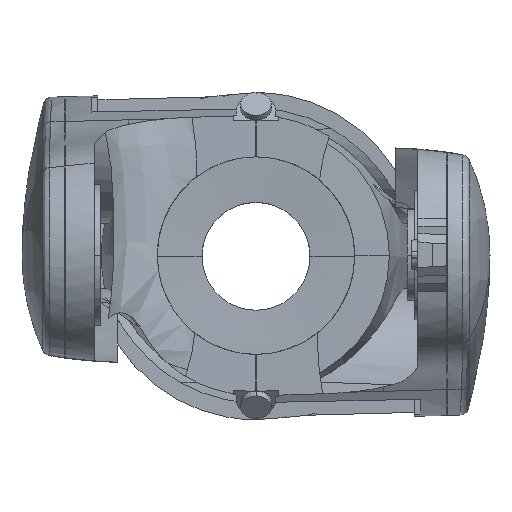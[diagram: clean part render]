
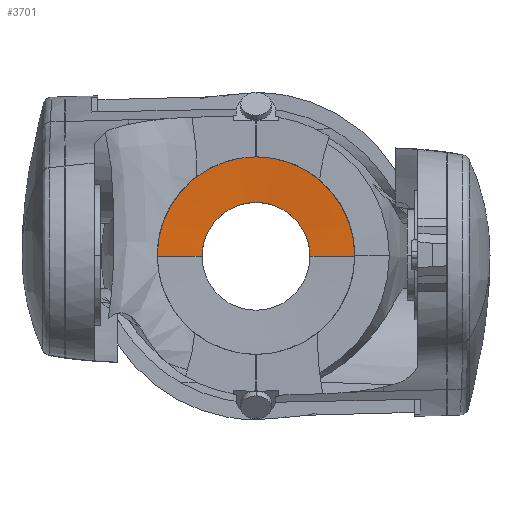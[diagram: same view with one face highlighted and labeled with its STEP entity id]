
A CAD part, top view. The second image highlights one B-rep face of the part: STEP entity #3701.
In plain terms, the highlighted conical face has half-angle 87 degrees and reference radius 35.5 mm.
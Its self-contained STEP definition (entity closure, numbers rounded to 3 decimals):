
#1 = CONICAL_SURFACE ( 'NONE', #12973, 35.5, 1.518 ) ;
#416 = VERTEX_POINT ( 'NONE', #2624 ) ;
#476 = VERTEX_POINT ( 'NONE', #11436 ) ;
#700 = CARTESIAN_POINT ( 'NONE',  ( 53.473, 53.383, 37.586 ) ) ;
#1232 = VECTOR ( 'NONE', #16409, 1000. ) ;
#1321 = CARTESIAN_POINT ( 'NONE',  ( 48.6, 61.823, 37.776 ) ) ;
#1547 = CARTESIAN_POINT ( 'NONE',  ( 35.5, 0., 35.515 ) ) ;
#1625 = CARTESIAN_POINT ( 'NONE',  ( 0., 0., 37.952 ) ) ;
#2356 = VERTEX_POINT ( 'NONE', #13434 ) ;
#2438 = CARTESIAN_POINT ( 'NONE',  ( 58.346, 44.942, 37.481 ) ) ;
#2508 = CARTESIAN_POINT ( 'NONE',  ( 47.007, 64.356, 37.831 ) ) ;
#2539 = ORIENTED_EDGE ( 'NONE', *, *, #14363, .F. ) ;
#2624 = CARTESIAN_POINT ( 'NONE',  ( 63.22, 36.5, 37.481 ) ) ;
#2942 = VERTEX_POINT ( 'NONE', #11732 ) ;
#3701 = ADVANCED_FACE ( 'NONE', ( #20644 ), #1, .T. ) ;
#4109 = LINE ( 'NONE', #11086, #1232 ) ;
#4968 = EDGE_LOOP ( 'NONE', ( #20320, #11667, #10429, #21667, #14459, #2539, #8770 ) ) ;
#5543 = DIRECTION ( 'NONE',  ( 0.999, 0., 0.052 ) ) ;
#5609 = CARTESIAN_POINT ( 'NONE',  ( 0., 0., 37.481 ) ) ;
#5632 = CARTESIAN_POINT ( 'NONE',  ( 48.6, 61.823, 37.776 ) ) ;
#5658 = CARTESIAN_POINT ( 'NONE',  ( 35.5, 0., 35.515 ) ) ;
#5751 = CARTESIAN_POINT ( 'NONE',  ( 40.765, 70.724, 37.933 ) ) ;
#5973 = CARTESIAN_POINT ( 'NONE',  ( 35.668, 73.836, 37.952 ) ) ;
#6755 = AXIS2_PLACEMENT_3D ( 'NONE', #21526, #19680, #19566 ) ;
#7081 = B_SPLINE_CURVE_WITH_KNOTS ( 'NONE', 3,
 ( #12754, #2438, #700, #18428 ),
 .UNSPECIFIED., .F., .F.,
 ( 4, 4 ),
 ( 0., 0.029 ),
 .UNSPECIFIED. ) ;
#7083 = EDGE_CURVE ( 'NONE', #19813, #476, #10433, .T. ) ;
#7162 = CIRCLE ( 'NONE', #9012, 82. ) ;
#8078 = VERTEX_POINT ( 'NONE', #20282 ) ;
#8770 = ORIENTED_EDGE ( 'NONE', *, *, #7083, .F. ) ;
#9012 = AXIS2_PLACEMENT_3D ( 'NONE', #1625, #9162, #12515 ) ;
#9162 = DIRECTION ( 'NONE',  ( 0., 0., 1. ) ) ;
#9248 = CARTESIAN_POINT ( 'NONE',  ( 41.936, 69.789, 37.922 ) ) ;
#9337 = DIRECTION ( 'NONE',  ( 0., -1., 0. ) ) ;
#9477 = CARTESIAN_POINT ( 'NONE',  ( 45.158, 66.677, 37.875 ) ) ;
#9667 = DIRECTION ( 'NONE',  ( 1., 0., 0. ) ) ;
#9826 = EDGE_CURVE ( 'NONE', #19813, #2356, #17851, .T. ) ;
#10429 = ORIENTED_EDGE ( 'NONE', *, *, #13333, .F. ) ;
#10433 = LINE ( 'NONE', #5658, #11197 ) ;
#10945 = EDGE_CURVE ( 'NONE', #416, #17881, #7081, .T. ) ;
#11086 = CARTESIAN_POINT ( 'NONE',  ( -35.5, 0., 35.515 ) ) ;
#11099 = CARTESIAN_POINT ( 'NONE',  ( 37.023, 73.182, 37.952 ) ) ;
#11109 = EDGE_CURVE ( 'NONE', #2356, #8078, #4109, .T. ) ;
#11197 = VECTOR ( 'NONE', #5543, 1000. ) ;
#11436 = CARTESIAN_POINT ( 'NONE',  ( 73., 0., 37.481 ) ) ;
#11615 = CARTESIAN_POINT ( 'NONE',  ( 0., 0., 35.515 ) ) ;
#11667 = ORIENTED_EDGE ( 'NONE', *, *, #11109, .T. ) ;
#11732 = CARTESIAN_POINT ( 'NONE',  ( 35.668, 73.836, 37.952 ) ) ;
#12515 = DIRECTION ( 'NONE',  ( 0., -1., 0. ) ) ;
#12701 = B_SPLINE_CURVE_WITH_KNOTS ( 'NONE', 3,
 ( #5632, #16541, #2508, #9477, #20117, #14794, #9248, #5751, #12832, #19891, #11099, #5973 ),
 .UNSPECIFIED., .F., .F.,
 ( 4, 2, 2, 2, 2, 4 ),
 ( 0., 0.004, 0.009, 0.011, 0.013, 0.018 ),
 .UNSPECIFIED. ) ;
#12728 = CIRCLE ( 'NONE', #22708, 73. ) ;
#12754 = CARTESIAN_POINT ( 'NONE',  ( 63.22, 36.5, 37.481 ) ) ;
#12832 = CARTESIAN_POINT ( 'NONE',  ( 40.164, 71.169, 37.937 ) ) ;
#12973 = AXIS2_PLACEMENT_3D ( 'NONE', #11615, #16845, #9667 ) ;
#13333 = EDGE_CURVE ( 'NONE', #2942, #8078, #7162, .T. ) ;
#13434 = CARTESIAN_POINT ( 'NONE',  ( -35.5, 0., 35.515 ) ) ;
#14363 = EDGE_CURVE ( 'NONE', #476, #416, #12728, .T. ) ;
#14459 = ORIENTED_EDGE ( 'NONE', *, *, #10945, .F. ) ;
#14794 = CARTESIAN_POINT ( 'NONE',  ( 42.507, 69.296, 37.915 ) ) ;
#15617 = EDGE_CURVE ( 'NONE', #17881, #2942, #12701, .T. ) ;
#16409 = DIRECTION ( 'NONE',  ( -0.999, 0., 0.052 ) ) ;
#16541 = CARTESIAN_POINT ( 'NONE',  ( 47.847, 63.126, 37.805 ) ) ;
#16845 = DIRECTION ( 'NONE',  ( 0., 0., 1. ) ) ;
#17851 = CIRCLE ( 'NONE', #6755, 35.5 ) ;
#17881 = VERTEX_POINT ( 'NONE', #1321 ) ;
#18023 = DIRECTION ( 'NONE',  ( 0., 0., 1. ) ) ;
#18428 = CARTESIAN_POINT ( 'NONE',  ( 48.6, 61.823, 37.776 ) ) ;
#19566 = DIRECTION ( 'NONE',  ( 0., -1., 0. ) ) ;
#19680 = DIRECTION ( 'NONE',  ( 0., 0., 1. ) ) ;
#19813 = VERTEX_POINT ( 'NONE', #1547 ) ;
#19891 = CARTESIAN_POINT ( 'NONE',  ( 38.316, 72.432, 37.949 ) ) ;
#20117 = CARTESIAN_POINT ( 'NONE',  ( 44.15, 67.767, 37.893 ) ) ;
#20282 = CARTESIAN_POINT ( 'NONE',  ( -82., 0., 37.952 ) ) ;
#20320 = ORIENTED_EDGE ( 'NONE', *, *, #9826, .T. ) ;
#20644 = FACE_OUTER_BOUND ( 'NONE', #4968, .T. ) ;
#21526 = CARTESIAN_POINT ( 'NONE',  ( 0., 0., 35.515 ) ) ;
#21667 = ORIENTED_EDGE ( 'NONE', *, *, #15617, .F. ) ;
#22708 = AXIS2_PLACEMENT_3D ( 'NONE', #5609, #18023, #9337 ) ;
